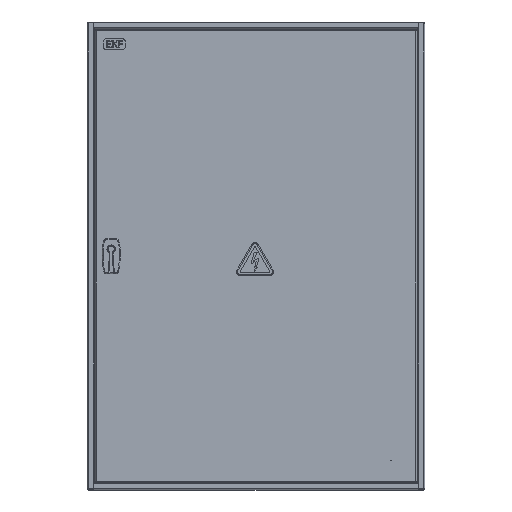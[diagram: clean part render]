
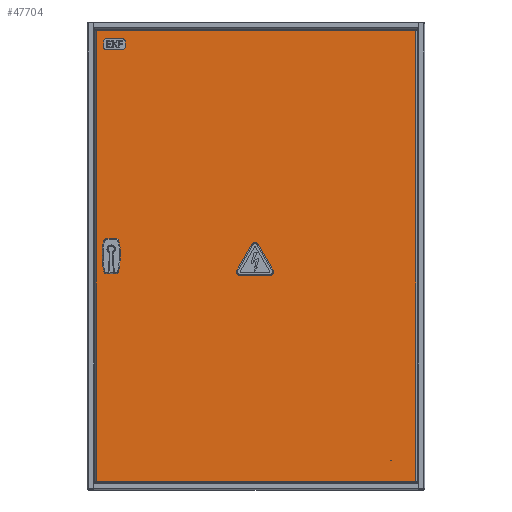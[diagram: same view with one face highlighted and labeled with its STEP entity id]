
A CAD part, top view. The second image highlights one B-rep face of the part: STEP entity #47704.
In plain terms, the highlighted planar face has unit normal (0, 0, 1).
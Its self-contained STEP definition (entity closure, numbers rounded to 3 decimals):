
#2911 = FACE_BOUND ( 'NONE', #67002, .T. ) ;
#10783 = CARTESIAN_POINT ( 'NONE',  ( -436.439, -37.127, -155.572 ) ) ;
#11346 = ORIENTED_EDGE ( 'NONE', *, *, #119854, .F. ) ;
#11604 = ORIENTED_EDGE ( 'NONE', *, *, #84782, .F. ) ;
#12809 = VECTOR ( 'NONE', #49745, 1000. ) ;
#14040 = VERTEX_POINT ( 'NONE', #102595 ) ;
#14044 = CARTESIAN_POINT ( 'NONE',  ( -459.339, 517.273, -155.572 ) ) ;
#14859 = EDGE_CURVE ( 'NONE', #113931, #140915, #16885, .T. ) ;
#16885 = LINE ( 'NONE', #116333, #20292 ) ;
#20292 = VECTOR ( 'NONE', #137790, 1000. ) ;
#20894 = VERTEX_POINT ( 'NONE', #10783 ) ;
#23476 = VERTEX_POINT ( 'NONE', #92088 ) ;
#24034 = CARTESIAN_POINT ( 'NONE',  ( -411.439, 12.873, -155.572 ) ) ;
#24379 = ORIENTED_EDGE ( 'NONE', *, *, #136429, .F. ) ;
#26352 = DIRECTION ( 'NONE',  ( 1., 0., 0. ) ) ;
#26550 = VECTOR ( 'NONE', #33551, 1000. ) ;
#28012 = LINE ( 'NONE', #68765, #45047 ) ;
#28551 = CARTESIAN_POINT ( 'NONE',  ( -459.339, -541.527, -155.572 ) ) ;
#28578 = DIRECTION ( 'NONE',  ( 0., 1., 0. ) ) ;
#30537 = EDGE_CURVE ( 'NONE', #14040, #20894, #103136, .T. ) ;
#33011 = CARTESIAN_POINT ( 'NONE',  ( -83.689, -12.127, -155.572 ) ) ;
#33551 = DIRECTION ( 'NONE',  ( 0., -1., 0. ) ) ;
#42593 = EDGE_LOOP ( 'NONE', ( #65807, #48700, #104441, #139470 ) ) ;
#45047 = VECTOR ( 'NONE', #26352, 1000. ) ;
#47704 = ADVANCED_FACE ( 'NONE', ( #2911, #57499 ), #96821, .T. ) ;
#48700 = ORIENTED_EDGE ( 'NONE', *, *, #56451, .T. ) ;
#49745 = DIRECTION ( 'NONE',  ( 0., -1., 0. ) ) ;
#54437 = DIRECTION ( 'NONE',  ( 1., 0., 0. ) ) ;
#56451 = EDGE_CURVE ( 'NONE', #99009, #113931, #87873, .T. ) ;
#57499 = FACE_OUTER_BOUND ( 'NONE', #42593, .T. ) ;
#58290 = EDGE_CURVE ( 'NONE', #140915, #108813, #93538, .T. ) ;
#60293 = CARTESIAN_POINT ( 'NONE',  ( -459.339, 518.02, -155.572 ) ) ;
#60478 = ORIENTED_EDGE ( 'NONE', *, *, #30537, .F. ) ;
#65807 = ORIENTED_EDGE ( 'NONE', *, *, #125067, .T. ) ;
#67002 = EDGE_LOOP ( 'NONE', ( #11346, #24379, #60478, #11604 ) ) ;
#68765 = CARTESIAN_POINT ( 'NONE',  ( -436.439, -37.127, -155.572 ) ) ;
#70648 = LINE ( 'NONE', #138954, #89336 ) ;
#75686 = AXIS2_PLACEMENT_3D ( 'NONE', #33011, #120159, #54437 ) ;
#80814 = VECTOR ( 'NONE', #128761, 1000. ) ;
#81907 = CARTESIAN_POINT ( 'NONE',  ( 291.961, -542.273, -155.572 ) ) ;
#84782 = EDGE_CURVE ( 'NONE', #23476, #14040, #89288, .T. ) ;
#84885 = VECTOR ( 'NONE', #122173, 1000. ) ;
#87873 = LINE ( 'NONE', #60293, #12809 ) ;
#89288 = LINE ( 'NONE', #119703, #80814 ) ;
#89336 = VECTOR ( 'NONE', #128519, 1000. ) ;
#92088 = CARTESIAN_POINT ( 'NONE',  ( -411.439, 12.873, -155.572 ) ) ;
#93538 = LINE ( 'NONE', #81907, #107124 ) ;
#96821 = PLANE ( 'NONE',  #75686 ) ;
#99009 = VERTEX_POINT ( 'NONE', #14044 ) ;
#102595 = CARTESIAN_POINT ( 'NONE',  ( -436.439, 12.873, -155.572 ) ) ;
#103136 = LINE ( 'NONE', #110614, #26550 ) ;
#104441 = ORIENTED_EDGE ( 'NONE', *, *, #14859, .T. ) ;
#105918 = CARTESIAN_POINT ( 'NONE',  ( -411.439, -37.127, -155.572 ) ) ;
#107124 = VECTOR ( 'NONE', #28578, 1000. ) ;
#108813 = VERTEX_POINT ( 'NONE', #141160 ) ;
#110614 = CARTESIAN_POINT ( 'NONE',  ( -436.439, 12.873, -155.572 ) ) ;
#113931 = VERTEX_POINT ( 'NONE', #28551 ) ;
#116333 = CARTESIAN_POINT ( 'NONE',  ( -460.085, -541.527, -155.572 ) ) ;
#118608 = CARTESIAN_POINT ( 'NONE',  ( 291.961, -541.527, -155.572 ) ) ;
#119703 = CARTESIAN_POINT ( 'NONE',  ( -436.439, 12.873, -155.572 ) ) ;
#119854 = EDGE_CURVE ( 'NONE', #121430, #23476, #129135, .T. ) ;
#120159 = DIRECTION ( 'NONE',  ( 0., 0., 1. ) ) ;
#121430 = VERTEX_POINT ( 'NONE', #105918 ) ;
#122173 = DIRECTION ( 'NONE',  ( 0., 1., 0. ) ) ;
#125067 = EDGE_CURVE ( 'NONE', #108813, #99009, #70648, .T. ) ;
#128519 = DIRECTION ( 'NONE',  ( -1., 0., 0. ) ) ;
#128761 = DIRECTION ( 'NONE',  ( -1., 0., 0. ) ) ;
#129135 = LINE ( 'NONE', #24034, #84885 ) ;
#136429 = EDGE_CURVE ( 'NONE', #20894, #121430, #28012, .T. ) ;
#137790 = DIRECTION ( 'NONE',  ( 1., 0., 0. ) ) ;
#138954 = CARTESIAN_POINT ( 'NONE',  ( 292.708, 517.273, -155.572 ) ) ;
#139470 = ORIENTED_EDGE ( 'NONE', *, *, #58290, .T. ) ;
#140915 = VERTEX_POINT ( 'NONE', #118608 ) ;
#141160 = CARTESIAN_POINT ( 'NONE',  ( 291.961, 517.273, -155.572 ) ) ;
